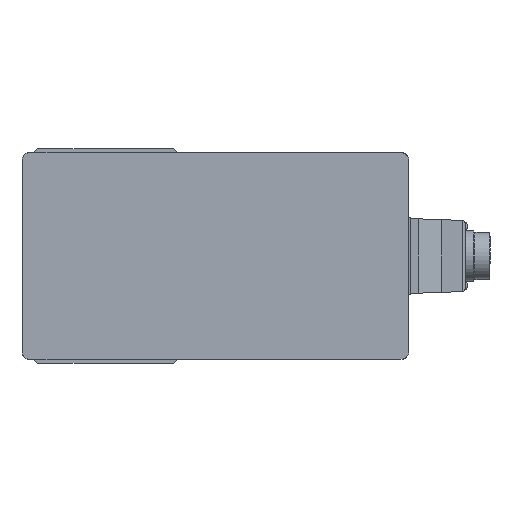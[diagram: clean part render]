
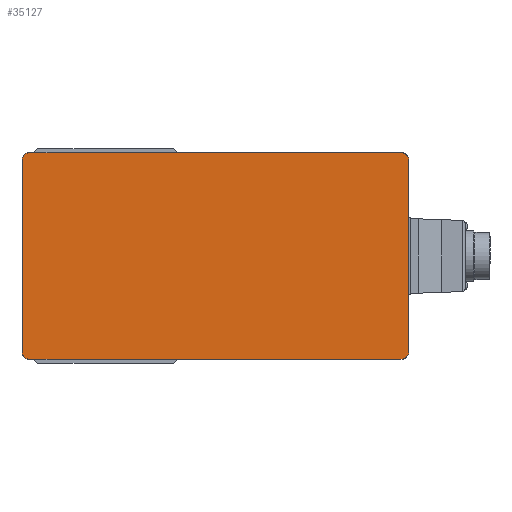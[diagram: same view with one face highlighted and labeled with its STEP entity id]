
A CAD part, front view. The second image highlights one B-rep face of the part: STEP entity #35127.
In plain terms, the highlighted face is planar.
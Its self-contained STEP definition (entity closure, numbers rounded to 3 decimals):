
#329 = EDGE_CURVE ( 'NONE', #27331, #34850, #21635, .T. ) ;
#794 = PLANE ( 'NONE',  #8998 ) ;
#1062 = EDGE_CURVE ( 'NONE', #35087, #27331, #41700, .T. ) ;
#1367 = CARTESIAN_POINT ( 'NONE',  ( -65.001, -47.5, -141. ) ) ;
#1779 = DIRECTION ( 'NONE',  ( -1., 0., 0. ) ) ;
#1894 = CARTESIAN_POINT ( 'NONE',  ( -65.001, -47.5, -141. ) ) ;
#2356 = DIRECTION ( 'NONE',  ( 0., 0., -1. ) ) ;
#3634 = AXIS2_PLACEMENT_3D ( 'NONE', #13845, #2356, #30457 ) ;
#4081 = VECTOR ( 'NONE', #1779, 1000. ) ;
#5044 = CARTESIAN_POINT ( 'NONE',  ( 65.001, 185.5, -141. ) ) ;
#7752 = VECTOR ( 'NONE', #10346, 1000. ) ;
#8447 = CARTESIAN_POINT ( 'NONE',  ( 60., -47.5, -141. ) ) ;
#8998 = AXIS2_PLACEMENT_3D ( 'NONE', #8447, #34062, #50922 ) ;
#9295 = CARTESIAN_POINT ( 'NONE',  ( 60., 185.5, -141. ) ) ;
#10313 = CIRCLE ( 'NONE', #40824, 5.001 ) ;
#10346 = DIRECTION ( 'NONE',  ( 0., 1., 0. ) ) ;
#10446 = CIRCLE ( 'NONE', #36639, 5.001 ) ;
#11074 = CARTESIAN_POINT ( 'NONE',  ( 60., -52.501, -141. ) ) ;
#12333 = DIRECTION ( 'NONE',  ( -1., 0., 0. ) ) ;
#13845 = CARTESIAN_POINT ( 'NONE',  ( -60., 185.5, -141. ) ) ;
#15160 = DIRECTION ( 'NONE',  ( 0., 0., -1. ) ) ;
#15438 = DIRECTION ( 'NONE',  ( -1., 0., 0. ) ) ;
#15613 = AXIS2_PLACEMENT_3D ( 'NONE', #48650, #15160, #15438 ) ;
#16425 = ORIENTED_EDGE ( 'NONE', *, *, #42119, .T. ) ;
#17478 = CARTESIAN_POINT ( 'NONE',  ( -65.001, 185.5, -141. ) ) ;
#19804 = ORIENTED_EDGE ( 'NONE', *, *, #31861, .T. ) ;
#21388 = DIRECTION ( 'NONE',  ( 0., -1., 0. ) ) ;
#21412 = EDGE_CURVE ( 'NONE', #34850, #49377, #10313, .T. ) ;
#21635 = LINE ( 'NONE', #21909, #4081 ) ;
#21909 = CARTESIAN_POINT ( 'NONE',  ( 60., -52.501, -141. ) ) ;
#22850 = CIRCLE ( 'NONE', #3634, 5.001 ) ;
#24045 = CARTESIAN_POINT ( 'NONE',  ( -60., -47.5, -141. ) ) ;
#25500 = LINE ( 'NONE', #42150, #45582 ) ;
#25888 = DIRECTION ( 'NONE',  ( 0., 0., -1. ) ) ;
#27331 = VERTEX_POINT ( 'NONE', #11074 ) ;
#28425 = DIRECTION ( 'NONE',  ( 0., 0., -1. ) ) ;
#30457 = DIRECTION ( 'NONE',  ( -1., 0., 0. ) ) ;
#31632 = ORIENTED_EDGE ( 'NONE', *, *, #21412, .T. ) ;
#31861 = EDGE_CURVE ( 'NONE', #37028, #50345, #10446, .T. ) ;
#33283 = FACE_OUTER_BOUND ( 'NONE', #45952, .T. ) ;
#34062 = DIRECTION ( 'NONE',  ( 0., 0., -1. ) ) ;
#34850 = VERTEX_POINT ( 'NONE', #47445 ) ;
#35087 = VERTEX_POINT ( 'NONE', #45795 ) ;
#35127 = ADVANCED_FACE ( 'NONE', ( #33283 ), #794, .T. ) ;
#36059 = ORIENTED_EDGE ( 'NONE', *, *, #1062, .T. ) ;
#36639 = AXIS2_PLACEMENT_3D ( 'NONE', #9295, #25888, #42796 ) ;
#36710 = CARTESIAN_POINT ( 'NONE',  ( -60., 190.501, -141. ) ) ;
#36944 = VERTEX_POINT ( 'NONE', #49764 ) ;
#37028 = VERTEX_POINT ( 'NONE', #41870 ) ;
#37291 = ORIENTED_EDGE ( 'NONE', *, *, #47868, .T. ) ;
#38093 = VECTOR ( 'NONE', #45922, 1000. ) ;
#38139 = ORIENTED_EDGE ( 'NONE', *, *, #49402, .T. ) ;
#38184 = LINE ( 'NONE', #1894, #7752 ) ;
#39772 = EDGE_CURVE ( 'NONE', #45440, #36944, #22850, .T. ) ;
#40796 = LINE ( 'NONE', #36710, #38093 ) ;
#40824 = AXIS2_PLACEMENT_3D ( 'NONE', #24045, #28425, #12333 ) ;
#41700 = CIRCLE ( 'NONE', #15613, 5.001 ) ;
#41870 = CARTESIAN_POINT ( 'NONE',  ( 60., 190.501, -141. ) ) ;
#42119 = EDGE_CURVE ( 'NONE', #50345, #35087, #25500, .T. ) ;
#42150 = CARTESIAN_POINT ( 'NONE',  ( 65.001, 185.5, -141. ) ) ;
#42796 = DIRECTION ( 'NONE',  ( -1., 0., 0. ) ) ;
#45440 = VERTEX_POINT ( 'NONE', #17478 ) ;
#45582 = VECTOR ( 'NONE', #21388, 1000. ) ;
#45795 = CARTESIAN_POINT ( 'NONE',  ( 65.001, -47.5, -141. ) ) ;
#45922 = DIRECTION ( 'NONE',  ( 1., 0., 0. ) ) ;
#45952 = EDGE_LOOP ( 'NONE', ( #36059, #46799, #31632, #38139, #53016, #37291, #19804, #16425 ) ) ;
#46799 = ORIENTED_EDGE ( 'NONE', *, *, #329, .T. ) ;
#47445 = CARTESIAN_POINT ( 'NONE',  ( -60., -52.501, -141. ) ) ;
#47868 = EDGE_CURVE ( 'NONE', #36944, #37028, #40796, .T. ) ;
#48650 = CARTESIAN_POINT ( 'NONE',  ( 60., -47.5, -141. ) ) ;
#49377 = VERTEX_POINT ( 'NONE', #1367 ) ;
#49402 = EDGE_CURVE ( 'NONE', #49377, #45440, #38184, .T. ) ;
#49764 = CARTESIAN_POINT ( 'NONE',  ( -60., 190.501, -141. ) ) ;
#50345 = VERTEX_POINT ( 'NONE', #5044 ) ;
#50922 = DIRECTION ( 'NONE',  ( -1., 0., 0. ) ) ;
#53016 = ORIENTED_EDGE ( 'NONE', *, *, #39772, .T. ) ;
